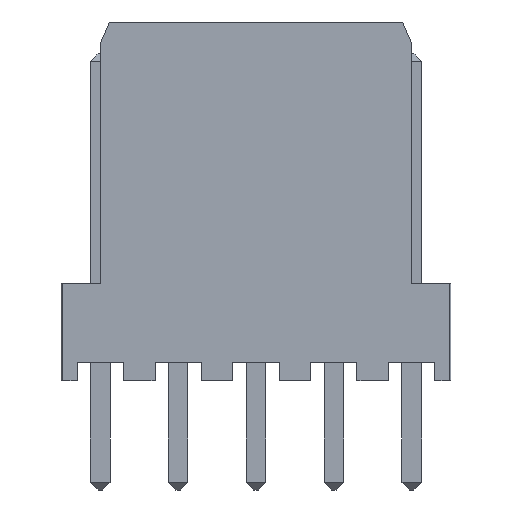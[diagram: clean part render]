
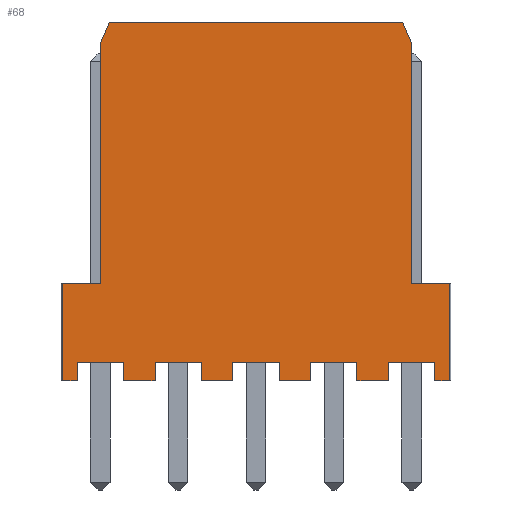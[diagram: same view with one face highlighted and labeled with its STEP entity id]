
A CAD part, front view. The second image highlights one B-rep face of the part: STEP entity #68.
In plain terms, the highlighted planar face has unit normal (0, -1, 0).
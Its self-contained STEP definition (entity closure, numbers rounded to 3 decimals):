
#32 = EDGE_CURVE('',#33,#35,#37,.T.);
#33 = VERTEX_POINT('',#34);
#34 = CARTESIAN_POINT('',(0.3,-2.9,11.7));
#35 = VERTEX_POINT('',#36);
#36 = CARTESIAN_POINT('',(9.86,-2.9,11.7));
#37 = LINE('',#38,#39);
#38 = CARTESIAN_POINT('',(5.08,-2.9,11.7));
#39 = VECTOR('',#40,1.);
#40 = DIRECTION('',(1.,0.,0.));
#68 = ADVANCED_FACE('',(#69),#302,.F.);
#69 = FACE_BOUND('',#70,.T.);
#70 = EDGE_LOOP('',(#71,#81,#89,#97,#105,#113,#121,#129,#137,#145,#153,
#161,#169,#177,#185,#193,#201,#209,#217,#225,#233,#241,#249,#257,
#265,#271,#272,#280,#288,#296));
#71 = ORIENTED_EDGE('',*,*,#72,.T.);
#72 = EDGE_CURVE('',#73,#75,#77,.T.);
#73 = VERTEX_POINT('',#74);
#74 = CARTESIAN_POINT('',(-1.22,-2.9,0.));
#75 = VERTEX_POINT('',#76);
#76 = CARTESIAN_POINT('',(-0.75,-2.9,0.));
#77 = LINE('',#78,#79);
#78 = CARTESIAN_POINT('',(-1.27,-2.9,0.));
#79 = VECTOR('',#80,1.);
#80 = DIRECTION('',(1.,0.,0.));
#81 = ORIENTED_EDGE('',*,*,#82,.T.);
#82 = EDGE_CURVE('',#75,#83,#85,.T.);
#83 = VERTEX_POINT('',#84);
#84 = CARTESIAN_POINT('',(-0.75,-2.9,0.6));
#85 = LINE('',#86,#87);
#86 = CARTESIAN_POINT('',(-0.75,-2.9,0.));
#87 = VECTOR('',#88,1.);
#88 = DIRECTION('',(0.,0.,1.));
#89 = ORIENTED_EDGE('',*,*,#90,.F.);
#90 = EDGE_CURVE('',#91,#83,#93,.T.);
#91 = VERTEX_POINT('',#92);
#92 = CARTESIAN_POINT('',(0.75,-2.9,0.6));
#93 = LINE('',#94,#95);
#94 = CARTESIAN_POINT('',(0.75,-2.9,0.6));
#95 = VECTOR('',#96,1.);
#96 = DIRECTION('',(-1.,0.,0.));
#97 = ORIENTED_EDGE('',*,*,#98,.F.);
#98 = EDGE_CURVE('',#99,#91,#101,.T.);
#99 = VERTEX_POINT('',#100);
#100 = CARTESIAN_POINT('',(0.75,-2.9,0.));
#101 = LINE('',#102,#103);
#102 = CARTESIAN_POINT('',(0.75,-2.9,0.));
#103 = VECTOR('',#104,1.);
#104 = DIRECTION('',(0.,0.,1.));
#105 = ORIENTED_EDGE('',*,*,#106,.T.);
#106 = EDGE_CURVE('',#99,#107,#109,.T.);
#107 = VERTEX_POINT('',#108);
#108 = CARTESIAN_POINT('',(1.79,-2.9,0.));
#109 = LINE('',#110,#111);
#110 = CARTESIAN_POINT('',(-1.27,-2.9,0.));
#111 = VECTOR('',#112,1.);
#112 = DIRECTION('',(1.,0.,0.));
#113 = ORIENTED_EDGE('',*,*,#114,.T.);
#114 = EDGE_CURVE('',#107,#115,#117,.T.);
#115 = VERTEX_POINT('',#116);
#116 = CARTESIAN_POINT('',(1.79,-2.9,0.6));
#117 = LINE('',#118,#119);
#118 = CARTESIAN_POINT('',(1.79,-2.9,0.));
#119 = VECTOR('',#120,1.);
#120 = DIRECTION('',(0.,0.,1.));
#121 = ORIENTED_EDGE('',*,*,#122,.F.);
#122 = EDGE_CURVE('',#123,#115,#125,.T.);
#123 = VERTEX_POINT('',#124);
#124 = CARTESIAN_POINT('',(3.29,-2.9,0.6));
#125 = LINE('',#126,#127);
#126 = CARTESIAN_POINT('',(3.29,-2.9,0.6));
#127 = VECTOR('',#128,1.);
#128 = DIRECTION('',(-1.,0.,0.));
#129 = ORIENTED_EDGE('',*,*,#130,.F.);
#130 = EDGE_CURVE('',#131,#123,#133,.T.);
#131 = VERTEX_POINT('',#132);
#132 = CARTESIAN_POINT('',(3.29,-2.9,0.));
#133 = LINE('',#134,#135);
#134 = CARTESIAN_POINT('',(3.29,-2.9,0.));
#135 = VECTOR('',#136,1.);
#136 = DIRECTION('',(0.,0.,1.));
#137 = ORIENTED_EDGE('',*,*,#138,.T.);
#138 = EDGE_CURVE('',#131,#139,#141,.T.);
#139 = VERTEX_POINT('',#140);
#140 = CARTESIAN_POINT('',(4.33,-2.9,0.));
#141 = LINE('',#142,#143);
#142 = CARTESIAN_POINT('',(-1.27,-2.9,0.));
#143 = VECTOR('',#144,1.);
#144 = DIRECTION('',(1.,0.,0.));
#145 = ORIENTED_EDGE('',*,*,#146,.T.);
#146 = EDGE_CURVE('',#139,#147,#149,.T.);
#147 = VERTEX_POINT('',#148);
#148 = CARTESIAN_POINT('',(4.33,-2.9,0.6));
#149 = LINE('',#150,#151);
#150 = CARTESIAN_POINT('',(4.33,-2.9,0.));
#151 = VECTOR('',#152,1.);
#152 = DIRECTION('',(0.,0.,1.));
#153 = ORIENTED_EDGE('',*,*,#154,.F.);
#154 = EDGE_CURVE('',#155,#147,#157,.T.);
#155 = VERTEX_POINT('',#156);
#156 = CARTESIAN_POINT('',(5.83,-2.9,0.6));
#157 = LINE('',#158,#159);
#158 = CARTESIAN_POINT('',(5.83,-2.9,0.6));
#159 = VECTOR('',#160,1.);
#160 = DIRECTION('',(-1.,0.,0.));
#161 = ORIENTED_EDGE('',*,*,#162,.F.);
#162 = EDGE_CURVE('',#163,#155,#165,.T.);
#163 = VERTEX_POINT('',#164);
#164 = CARTESIAN_POINT('',(5.83,-2.9,0.));
#165 = LINE('',#166,#167);
#166 = CARTESIAN_POINT('',(5.83,-2.9,0.));
#167 = VECTOR('',#168,1.);
#168 = DIRECTION('',(0.,0.,1.));
#169 = ORIENTED_EDGE('',*,*,#170,.T.);
#170 = EDGE_CURVE('',#163,#171,#173,.T.);
#171 = VERTEX_POINT('',#172);
#172 = CARTESIAN_POINT('',(6.87,-2.9,0.));
#173 = LINE('',#174,#175);
#174 = CARTESIAN_POINT('',(-1.27,-2.9,0.));
#175 = VECTOR('',#176,1.);
#176 = DIRECTION('',(1.,0.,0.));
#177 = ORIENTED_EDGE('',*,*,#178,.T.);
#178 = EDGE_CURVE('',#171,#179,#181,.T.);
#179 = VERTEX_POINT('',#180);
#180 = CARTESIAN_POINT('',(6.87,-2.9,0.6));
#181 = LINE('',#182,#183);
#182 = CARTESIAN_POINT('',(6.87,-2.9,0.));
#183 = VECTOR('',#184,1.);
#184 = DIRECTION('',(0.,0.,1.));
#185 = ORIENTED_EDGE('',*,*,#186,.F.);
#186 = EDGE_CURVE('',#187,#179,#189,.T.);
#187 = VERTEX_POINT('',#188);
#188 = CARTESIAN_POINT('',(8.37,-2.9,0.6));
#189 = LINE('',#190,#191);
#190 = CARTESIAN_POINT('',(8.37,-2.9,0.6));
#191 = VECTOR('',#192,1.);
#192 = DIRECTION('',(-1.,0.,0.));
#193 = ORIENTED_EDGE('',*,*,#194,.F.);
#194 = EDGE_CURVE('',#195,#187,#197,.T.);
#195 = VERTEX_POINT('',#196);
#196 = CARTESIAN_POINT('',(8.37,-2.9,0.));
#197 = LINE('',#198,#199);
#198 = CARTESIAN_POINT('',(8.37,-2.9,0.));
#199 = VECTOR('',#200,1.);
#200 = DIRECTION('',(0.,0.,1.));
#201 = ORIENTED_EDGE('',*,*,#202,.T.);
#202 = EDGE_CURVE('',#195,#203,#205,.T.);
#203 = VERTEX_POINT('',#204);
#204 = CARTESIAN_POINT('',(9.41,-2.9,0.));
#205 = LINE('',#206,#207);
#206 = CARTESIAN_POINT('',(-1.27,-2.9,0.));
#207 = VECTOR('',#208,1.);
#208 = DIRECTION('',(1.,0.,0.));
#209 = ORIENTED_EDGE('',*,*,#210,.T.);
#210 = EDGE_CURVE('',#203,#211,#213,.T.);
#211 = VERTEX_POINT('',#212);
#212 = CARTESIAN_POINT('',(9.41,-2.9,0.6));
#213 = LINE('',#214,#215);
#214 = CARTESIAN_POINT('',(9.41,-2.9,0.));
#215 = VECTOR('',#216,1.);
#216 = DIRECTION('',(0.,0.,1.));
#217 = ORIENTED_EDGE('',*,*,#218,.F.);
#218 = EDGE_CURVE('',#219,#211,#221,.T.);
#219 = VERTEX_POINT('',#220);
#220 = CARTESIAN_POINT('',(10.91,-2.9,0.6));
#221 = LINE('',#222,#223);
#222 = CARTESIAN_POINT('',(10.91,-2.9,0.6));
#223 = VECTOR('',#224,1.);
#224 = DIRECTION('',(-1.,0.,0.));
#225 = ORIENTED_EDGE('',*,*,#226,.F.);
#226 = EDGE_CURVE('',#227,#219,#229,.T.);
#227 = VERTEX_POINT('',#228);
#228 = CARTESIAN_POINT('',(10.91,-2.9,0.));
#229 = LINE('',#230,#231);
#230 = CARTESIAN_POINT('',(10.91,-2.9,0.));
#231 = VECTOR('',#232,1.);
#232 = DIRECTION('',(0.,0.,1.));
#233 = ORIENTED_EDGE('',*,*,#234,.T.);
#234 = EDGE_CURVE('',#227,#235,#237,.T.);
#235 = VERTEX_POINT('',#236);
#236 = CARTESIAN_POINT('',(11.38,-2.9,0.));
#237 = LINE('',#238,#239);
#238 = CARTESIAN_POINT('',(-1.27,-2.9,0.));
#239 = VECTOR('',#240,1.);
#240 = DIRECTION('',(1.,0.,0.));
#241 = ORIENTED_EDGE('',*,*,#242,.T.);
#242 = EDGE_CURVE('',#235,#243,#245,.T.);
#243 = VERTEX_POINT('',#244);
#244 = CARTESIAN_POINT('',(11.38,-2.9,3.17));
#245 = LINE('',#246,#247);
#246 = CARTESIAN_POINT('',(11.38,-2.9,0.));
#247 = VECTOR('',#248,1.);
#248 = DIRECTION('',(0.,0.,1.));
#249 = ORIENTED_EDGE('',*,*,#250,.F.);
#250 = EDGE_CURVE('',#251,#243,#253,.T.);
#251 = VERTEX_POINT('',#252);
#252 = CARTESIAN_POINT('',(10.16,-2.9,3.17));
#253 = LINE('',#254,#255);
#254 = CARTESIAN_POINT('',(-1.27,-2.9,3.17));
#255 = VECTOR('',#256,1.);
#256 = DIRECTION('',(1.,0.,0.));
#257 = ORIENTED_EDGE('',*,*,#258,.T.);
#258 = EDGE_CURVE('',#251,#259,#261,.T.);
#259 = VERTEX_POINT('',#260);
#260 = CARTESIAN_POINT('',(10.16,-2.9,11.));
#261 = LINE('',#262,#263);
#262 = CARTESIAN_POINT('',(10.16,-2.9,3.17));
#263 = VECTOR('',#264,1.);
#264 = DIRECTION('',(0.,0.,1.));
#265 = ORIENTED_EDGE('',*,*,#266,.F.);
#266 = EDGE_CURVE('',#35,#259,#267,.T.);
#267 = LINE('',#268,#269);
#268 = CARTESIAN_POINT('',(11.108,-2.9,8.787));
#269 = VECTOR('',#270,1.);
#270 = DIRECTION('',(0.394,0.,-0.919));
#271 = ORIENTED_EDGE('',*,*,#32,.F.);
#272 = ORIENTED_EDGE('',*,*,#273,.T.);
#273 = EDGE_CURVE('',#33,#274,#276,.T.);
#274 = VERTEX_POINT('',#275);
#275 = CARTESIAN_POINT('',(0.,-2.9,11.));
#276 = LINE('',#277,#278);
#277 = CARTESIAN_POINT('',(-0.948,-2.9,8.787));
#278 = VECTOR('',#279,1.);
#279 = DIRECTION('',(-0.394,-0.,-0.919));
#280 = ORIENTED_EDGE('',*,*,#281,.F.);
#281 = EDGE_CURVE('',#282,#274,#284,.T.);
#282 = VERTEX_POINT('',#283);
#283 = CARTESIAN_POINT('',(0.,-2.9,3.17));
#284 = LINE('',#285,#286);
#285 = CARTESIAN_POINT('',(0.,-2.9,3.17));
#286 = VECTOR('',#287,1.);
#287 = DIRECTION('',(0.,0.,1.));
#288 = ORIENTED_EDGE('',*,*,#289,.F.);
#289 = EDGE_CURVE('',#290,#282,#292,.T.);
#290 = VERTEX_POINT('',#291);
#291 = CARTESIAN_POINT('',(-1.22,-2.9,3.17));
#292 = LINE('',#293,#294);
#293 = CARTESIAN_POINT('',(-1.27,-2.9,3.17));
#294 = VECTOR('',#295,1.);
#295 = DIRECTION('',(1.,0.,0.));
#296 = ORIENTED_EDGE('',*,*,#297,.F.);
#297 = EDGE_CURVE('',#73,#290,#298,.T.);
#298 = LINE('',#299,#300);
#299 = CARTESIAN_POINT('',(-1.22,-2.9,0.));
#300 = VECTOR('',#301,1.);
#301 = DIRECTION('',(0.,0.,1.));
#302 = PLANE('',#303);
#303 = AXIS2_PLACEMENT_3D('',#304,#305,#306);
#304 = CARTESIAN_POINT('',(-1.22,-2.9,0.));
#305 = DIRECTION('',(0.,1.,0.));
#306 = DIRECTION('',(0.,0.,1.));
